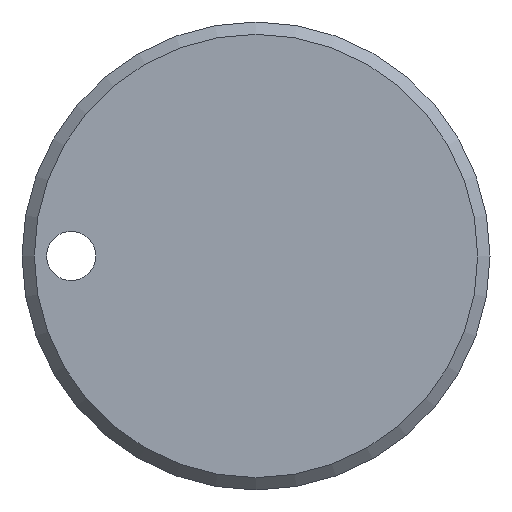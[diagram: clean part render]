
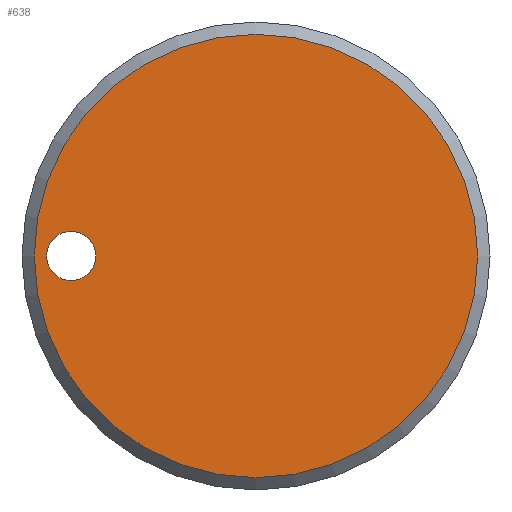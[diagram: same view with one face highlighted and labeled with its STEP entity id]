
A CAD part, left-side view. The second image highlights one B-rep face of the part: STEP entity #638.
In plain terms, the highlighted planar face has unit normal (-1, 0, 0).
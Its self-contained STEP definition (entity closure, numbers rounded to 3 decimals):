
#521=CARTESIAN_POINT('',(1.9,7.5,-1.0));
#522=VERTEX_POINT('',#521);
#523=CARTESIAN_POINT('',(1.9,7.5,0.));
#524=DIRECTION('',(1.0,0.,0.));
#525=DIRECTION('',(0.,0.,-1.0));
#526=AXIS2_PLACEMENT_3D('',#523,#524,#525);
#527=CIRCLE('',#526,1.);
#528=EDGE_CURVE('',#522,#522,#527,.T.);
#615=CARTESIAN_POINT('',(1.9,0.0,9.));
#616=VERTEX_POINT('',#615);
#617=CARTESIAN_POINT('',(1.9,0.,0.));
#618=DIRECTION('',(1.0,0.,0.));
#619=DIRECTION('',(0.,0.,1.0));
#620=AXIS2_PLACEMENT_3D('',#617,#618,#619);
#621=CIRCLE('',#620,9.);
#622=EDGE_CURVE('',#616,#616,#621,.T.);
#627=CARTESIAN_POINT('',(1.9,-9.9,-9.9));
#628=DIRECTION('',(-1.0,0.0,0.0));
#629=DIRECTION('',(0.0,0.0,1.0));
#630=AXIS2_PLACEMENT_3D('',#627,#628,#629);
#631=PLANE('',#630);
#632=ORIENTED_EDGE('',*,*,#622,.F.);
#633=EDGE_LOOP('',(#632));
#634=FACE_OUTER_BOUND('',#633,.T.);
#635=ORIENTED_EDGE('',*,*,#528,.T.);
#636=EDGE_LOOP('',(#635));
#637=FACE_BOUND('',#636,.T.);
#638=ADVANCED_FACE('',(#634,#637),#631,.T.);
